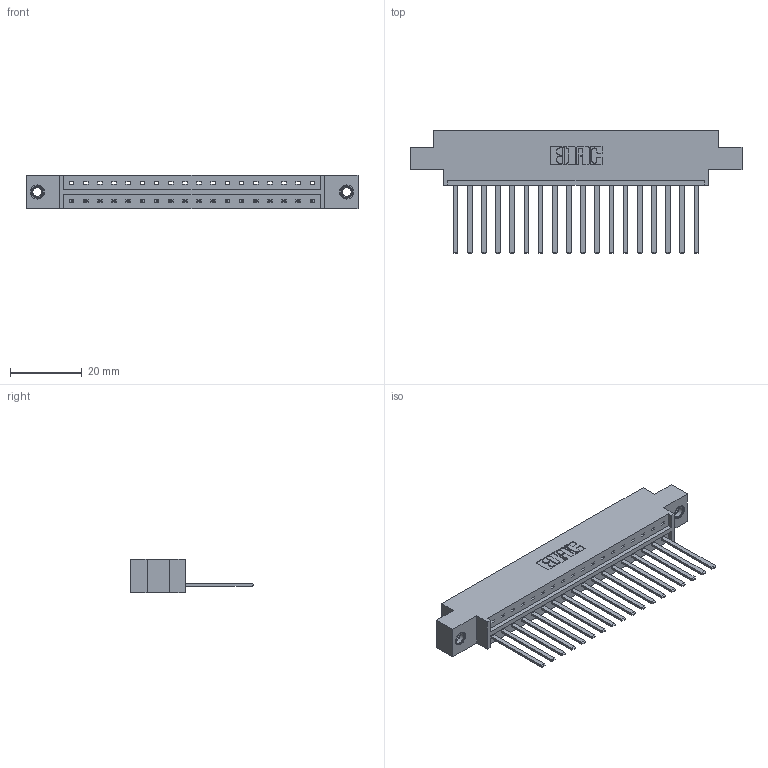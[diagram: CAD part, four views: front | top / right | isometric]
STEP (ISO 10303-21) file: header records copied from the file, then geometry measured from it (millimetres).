
FILE_DESCRIPTION (( 'STEP AP203' ), '1' );
FILE_NAME ('833-018-544-607.STEP', '2020-05-31T22:48:42', ( '' ), ( '' ), 'SwSTEP 2.0', 'SolidWorks 2020', '' );
FILE_SCHEMA (( 'CONFIG_CONTROL_DESIGN' ));
Length unit declared in the file: inch
Products named in the file (4): 345-292-001_345-293-144; 833 Part_Offset - .156 Dia - TI; 833-018-544-607; 345-250-001_345-250-005-103
Assembly tree (21 placements, depth 2):
  833-018-544-607
    833 Part_Offset - .156 Dia - TI
    345-292-001_345-293-144  x18
    345-250-001_345-250-005-103  x2
Bounding box: 92.86 x 34.3 x 9.4 mm (x, y, z)
Volume: 9105.3 mm3; surface area: 10608.1 mm2
Topology: 21 solids, 21 shells, 1114 faces, 3303 edges, 2170 vertices
Faces by surface type: plane 790, cylinder 308, cone 12, torus 4
Entity records: 15242 total; most frequent: CARTESIAN_POINT 2615, ORIENTED_EDGE 2562, DIRECTION 2283, EDGE_CURVE 1281, VECTOR 1137, LINE 1137, VERTEX_POINT 848, AXIS2_PLACEMENT_3D 573
